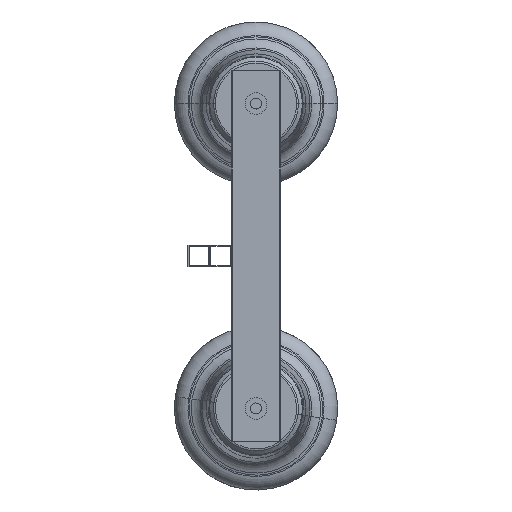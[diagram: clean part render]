
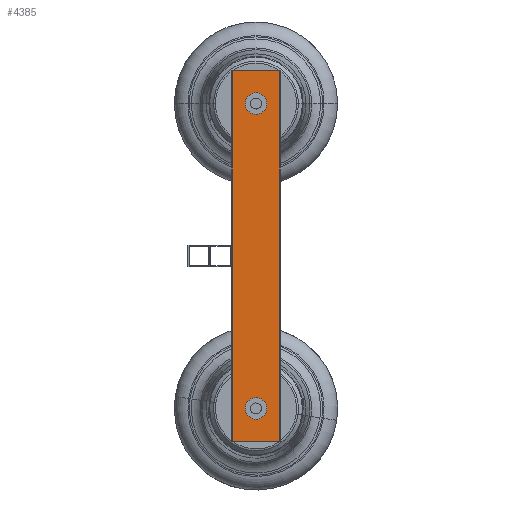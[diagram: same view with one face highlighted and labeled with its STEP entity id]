
A CAD part, left-side view. The second image highlights one B-rep face of the part: STEP entity #4385.
In plain terms, the highlighted planar face has unit normal (-1, 0, 0).
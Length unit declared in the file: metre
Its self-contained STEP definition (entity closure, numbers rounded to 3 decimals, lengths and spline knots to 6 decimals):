
#8 = EDGE_CURVE ( 'NONE', #1796, #1842, #1254, .T. ) ;
#104 = CARTESIAN_POINT ( 'NONE',  ( 0., -0.045, 0.34 ) ) ;
#164 = VERTEX_POINT ( 'NONE', #2748 ) ;
#239 = PLANE ( 'NONE',  #1012 ) ;
#416 = EDGE_LOOP ( 'NONE', ( #2400, #721 ) ) ;
#430 = CARTESIAN_POINT ( 'NONE',  ( 0., -0.0125, 0.31 ) ) ;
#437 = EDGE_CURVE ( 'NONE', #4738, #1842, #2479, .T. ) ;
#560 = ORIENTED_EDGE ( 'NONE', *, *, #4271, .T. ) ;
#721 = ORIENTED_EDGE ( 'NONE', *, *, #4730, .F. ) ;
#750 = VERTEX_POINT ( 'NONE', #1681 ) ;
#831 = DIRECTION ( 'NONE',  ( 0., 1., 0. ) ) ;
#883 = DIRECTION ( 'NONE',  ( 0., 0., -1. ) ) ;
#901 = VECTOR ( 'NONE', #4720, 1. ) ;
#1012 = AXIS2_PLACEMENT_3D ( 'NONE', #2842, #4356, #3560 ) ;
#1097 = AXIS2_PLACEMENT_3D ( 'NONE', #2496, #4323, #3573 ) ;
#1189 = EDGE_CURVE ( 'NONE', #164, #3971, #3331, .T. ) ;
#1194 = CARTESIAN_POINT ( 'NONE',  ( 0., -0.0225, 0.31 ) ) ;
#1227 = DIRECTION ( 'NONE',  ( 0., 0., -1. ) ) ;
#1250 = ORIENTED_EDGE ( 'NONE', *, *, #3525, .F. ) ;
#1254 = LINE ( 'NONE', #104, #1851 ) ;
#1352 = FACE_BOUND ( 'NONE', #1470, .T. ) ;
#1373 = FACE_OUTER_BOUND ( 'NONE', #4080, .T. ) ;
#1417 = CIRCLE ( 'NONE', #2953, 0.01 ) ;
#1424 = CARTESIAN_POINT ( 'NONE',  ( 0., 0., 0.34 ) ) ;
#1470 = EDGE_LOOP ( 'NONE', ( #4637, #1250 ) ) ;
#1501 = AXIS2_PLACEMENT_3D ( 'NONE', #2978, #1556, #3730 ) ;
#1534 = CARTESIAN_POINT ( 'NONE',  ( 0., -0.045, 0.34 ) ) ;
#1556 = DIRECTION ( 'NONE',  ( -1., 0., 0. ) ) ;
#1677 = CARTESIAN_POINT ( 'NONE',  ( 0., -0.045, 0. ) ) ;
#1681 = CARTESIAN_POINT ( 'NONE',  ( 0., -0.0325, 0.31 ) ) ;
#1796 = VERTEX_POINT ( 'NONE', #1534 ) ;
#1842 = VERTEX_POINT ( 'NONE', #1677 ) ;
#1851 = VECTOR ( 'NONE', #1227, 1. ) ;
#2025 = VERTEX_POINT ( 'NONE', #2515 ) ;
#2067 = CARTESIAN_POINT ( 'NONE',  ( 0., -0.0225, 0.31 ) ) ;
#2207 = CARTESIAN_POINT ( 'NONE',  ( 0., -0.0125, 0.03 ) ) ;
#2246 = ORIENTED_EDGE ( 'NONE', *, *, #437, .T. ) ;
#2336 = CIRCLE ( 'NONE', #1097, 0.01 ) ;
#2400 = ORIENTED_EDGE ( 'NONE', *, *, #3620, .F. ) ;
#2419 = ORIENTED_EDGE ( 'NONE', *, *, #4318, .F. ) ;
#2458 = DIRECTION ( 'NONE',  ( 0., -1., 0. ) ) ;
#2479 = LINE ( 'NONE', #3943, #901 ) ;
#2496 = CARTESIAN_POINT ( 'NONE',  ( 0., -0.0225, 0.03 ) ) ;
#2501 = AXIS2_PLACEMENT_3D ( 'NONE', #1194, #3080, #831 ) ;
#2515 = CARTESIAN_POINT ( 'NONE',  ( 0., 0., 0.34 ) ) ;
#2529 = LINE ( 'NONE', #1424, #4089 ) ;
#2748 = CARTESIAN_POINT ( 'NONE',  ( 0., -0.0325, 0.03 ) ) ;
#2842 = CARTESIAN_POINT ( 'NONE',  ( 0., 0., 0.34 ) ) ;
#2953 = AXIS2_PLACEMENT_3D ( 'NONE', #2067, #3913, #3526 ) ;
#2978 = CARTESIAN_POINT ( 'NONE',  ( 0., -0.0225, 0.03 ) ) ;
#3080 = DIRECTION ( 'NONE',  ( -1., 0., 0. ) ) ;
#3112 = CARTESIAN_POINT ( 'NONE',  ( 0., 0., 0.34 ) ) ;
#3220 = FACE_BOUND ( 'NONE', #416, .T. ) ;
#3331 = CIRCLE ( 'NONE', #1501, 0.01 ) ;
#3525 = EDGE_CURVE ( 'NONE', #3971, #164, #2336, .T. ) ;
#3526 = DIRECTION ( 'NONE',  ( 0., 1., 0. ) ) ;
#3560 = DIRECTION ( 'NONE',  ( 0., 1., 0. ) ) ;
#3573 = DIRECTION ( 'NONE',  ( 0., -1., 0. ) ) ;
#3620 = EDGE_CURVE ( 'NONE', #750, #4489, #1417, .T. ) ;
#3633 = VECTOR ( 'NONE', #883, 1. ) ;
#3730 = DIRECTION ( 'NONE',  ( 0., -1., 0. ) ) ;
#3913 = DIRECTION ( 'NONE',  ( -1., 0., 0. ) ) ;
#3943 = CARTESIAN_POINT ( 'NONE',  ( 0., 0., 0. ) ) ;
#3971 = VERTEX_POINT ( 'NONE', #2207 ) ;
#4080 = EDGE_LOOP ( 'NONE', ( #2246, #4562, #2419, #560 ) ) ;
#4089 = VECTOR ( 'NONE', #2458, 1. ) ;
#4189 = LINE ( 'NONE', #3112, #3633 ) ;
#4271 = EDGE_CURVE ( 'NONE', #2025, #4738, #4189, .T. ) ;
#4318 = EDGE_CURVE ( 'NONE', #2025, #1796, #2529, .T. ) ;
#4323 = DIRECTION ( 'NONE',  ( -1., 0., 0. ) ) ;
#4356 = DIRECTION ( 'NONE',  ( 1., 0., 0. ) ) ;
#4385 = ADVANCED_FACE ( 'NONE', ( #1352, #3220, #1373 ), #239, .F. ) ;
#4489 = VERTEX_POINT ( 'NONE', #430 ) ;
#4543 = CARTESIAN_POINT ( 'NONE',  ( 0., 0., 0. ) ) ;
#4562 = ORIENTED_EDGE ( 'NONE', *, *, #8, .F. ) ;
#4574 = CIRCLE ( 'NONE', #2501, 0.01 ) ;
#4637 = ORIENTED_EDGE ( 'NONE', *, *, #1189, .F. ) ;
#4720 = DIRECTION ( 'NONE',  ( 0., -1., 0. ) ) ;
#4730 = EDGE_CURVE ( 'NONE', #4489, #750, #4574, .T. ) ;
#4738 = VERTEX_POINT ( 'NONE', #4543 ) ;
